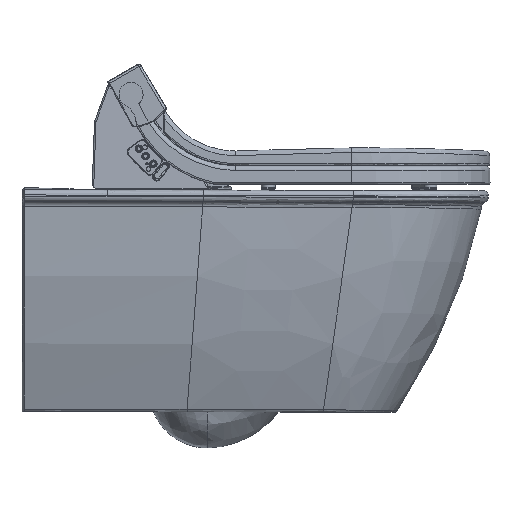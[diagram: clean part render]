
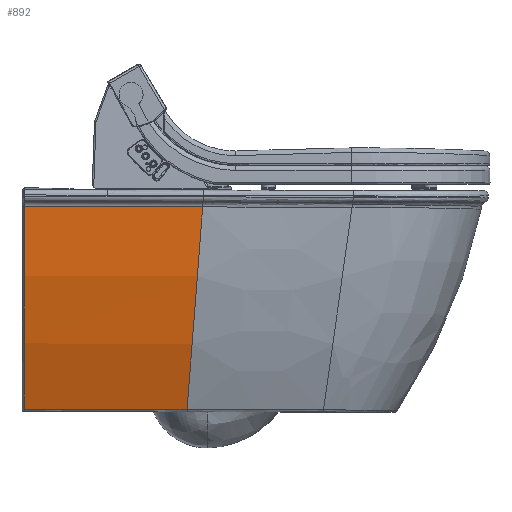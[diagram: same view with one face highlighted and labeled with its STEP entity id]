
A CAD part, front view. The second image highlights one B-rep face of the part: STEP entity #892.
In plain terms, the highlighted free-form (B-spline) face has degree [5, 1] with [6, 2] control points.
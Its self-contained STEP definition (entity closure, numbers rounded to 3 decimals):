
#128=CARTESIAN_POINT('',(3.,-121.02,-291.846));
#129=VERTEX_POINT('',#128);
#154=CARTESIAN_POINT('',(219.594,-121.008,-291.815));
#155=VERTEX_POINT('',#154);
#163=CARTESIAN_POINT('',(219.594,-121.008,-291.815));
#164=CARTESIAN_POINT('',(147.396,-121.012,-291.825));
#165=CARTESIAN_POINT('',(75.198,-121.016,-291.835));
#166=CARTESIAN_POINT('',(3.,-121.02,-291.846));
#167=B_SPLINE_CURVE_WITH_KNOTS('',3,(#163,#164,#165,#166),.UNSPECIFIED.,.F.,.U.,(4,4),(-21.685,-0.025),.UNSPECIFIED.);
#168=EDGE_CURVE('',#155,#129,#167,.T.);
#800=CARTESIAN_POINT('',(3.,-173.944,-22.356));
#801=VERTEX_POINT('',#800);
#802=CARTESIAN_POINT('',(3.,-173.944,-22.356));
#803=CARTESIAN_POINT('',(3.,-173.915,-25.278));
#804=CARTESIAN_POINT('',(3.,-173.87,-28.2));
#805=CARTESIAN_POINT('',(3.,-173.744,-34.042));
#806=CARTESIAN_POINT('',(3.,-173.664,-36.963));
#807=CARTESIAN_POINT('',(3.,-173.374,-45.72));
#808=CARTESIAN_POINT('',(3.,-173.112,-51.555));
#809=CARTESIAN_POINT('',(3.,-172.123,-69.026));
#810=CARTESIAN_POINT('',(3.,-171.194,-80.649));
#811=CARTESIAN_POINT('',(3.,-167.604,-115.319));
#812=CARTESIAN_POINT('',(3.,-164.147,-138.268));
#813=CARTESIAN_POINT('',(3.,-155.1,-183.849));
#814=CARTESIAN_POINT('',(3.,-149.509,-206.455));
#815=CARTESIAN_POINT('',(3.,-139.553,-239.939));
#816=CARTESIAN_POINT('',(3.,-135.971,-251.034));
#817=CARTESIAN_POINT('',(3.,-130.203,-267.57));
#818=CARTESIAN_POINT('',(3.,-128.21,-273.075));
#819=CARTESIAN_POINT('',(3.,-124.484,-283.002));
#820=CARTESIAN_POINT('',(3.,-122.773,-287.432));
#821=CARTESIAN_POINT('',(3.,-121.02,-291.846));
#822=B_SPLINE_CURVE_WITH_KNOTS('',3,(#802,#803,#804,#805,#806,#807,#808,#809,#810,#811,#812,#813,#814,#815,#816,#817,#818,#819,#820,#821),.UNSPECIFIED.,.F.,.U.,(4,2,2,2,2,2,2,2,2,4),(-27.962,-27.085,-26.209,-24.457,-20.959,-14.,-7.018,-3.521,-1.764,-0.34),.UNSPECIFIED.);
#823=EDGE_CURVE('',#801,#129,#822,.T.);
#858=CARTESIAN_POINT('',(3.,-173.944,-22.356));
#859=CARTESIAN_POINT('',(2.948,-173.399,-78.016));
#860=CARTESIAN_POINT('',(2.896,-167.691,-133.648));
#861=CARTESIAN_POINT('',(2.846,-156.832,-187.697));
#862=CARTESIAN_POINT('',(2.796,-141.556,-240.138));
#863=CARTESIAN_POINT('',(2.746,-121.02,-291.846));
#864=CARTESIAN_POINT('',(239.856,-171.942,-22.351));
#865=CARTESIAN_POINT('',(235.709,-171.801,-77.997));
#866=CARTESIAN_POINT('',(231.562,-166.497,-133.623));
#867=CARTESIAN_POINT('',(227.512,-156.034,-187.674));
#868=CARTESIAN_POINT('',(223.55,-141.145,-240.123));
#869=CARTESIAN_POINT('',(219.592,-120.996,-291.845));
#870=B_SPLINE_SURFACE_WITH_KNOTS('',5,1,((#858,#864),(#859,#865),(#860,#866),(#861,#867),(#862,#868),(#863,#869)),.UNSPECIFIED.,.F.,.F.,.U.,(6,6),(2,2),(0.0,277.206),(-217.955,8.685),.UNSPECIFIED.);
#871=ORIENTED_EDGE('',*,*,#168,.F.);
#872=CARTESIAN_POINT('',(239.856,-171.942,-22.351));
#873=VERTEX_POINT('',#872);
#874=CARTESIAN_POINT('',(239.856,-171.942,-22.351));
#875=CARTESIAN_POINT('',(235.709,-171.801,-77.991));
#876=CARTESIAN_POINT('',(231.563,-166.498,-133.61));
#877=CARTESIAN_POINT('',(227.513,-156.038,-187.655));
#878=CARTESIAN_POINT('',(223.552,-141.152,-240.098));
#879=CARTESIAN_POINT('',(219.594,-121.008,-291.815));
#880=B_SPLINE_CURVE_WITH_KNOTS('',5,(#874,#875,#876,#877,#878,#879),.UNSPECIFIED.,.F.,.U.,(6,6),(0.0,278.633),.UNSPECIFIED.);
#881=EDGE_CURVE('',#873,#155,#880,.T.);
#882=ORIENTED_EDGE('',*,*,#881,.F.);
#883=CARTESIAN_POINT('',(3.,-173.944,-22.356));
#884=DIRECTION('',(1.,0.008,0.));
#885=VECTOR('',#884,236.864);
#886=LINE('',#883,#885);
#887=EDGE_CURVE('',#801,#873,#886,.T.);
#888=ORIENTED_EDGE('',*,*,#887,.F.);
#889=ORIENTED_EDGE('',*,*,#823,.T.);
#890=EDGE_LOOP('',(#871,#882,#888,#889));
#891=FACE_OUTER_BOUND('',#890,.T.);
#892=ADVANCED_FACE('',(#891),#870,.T.);
